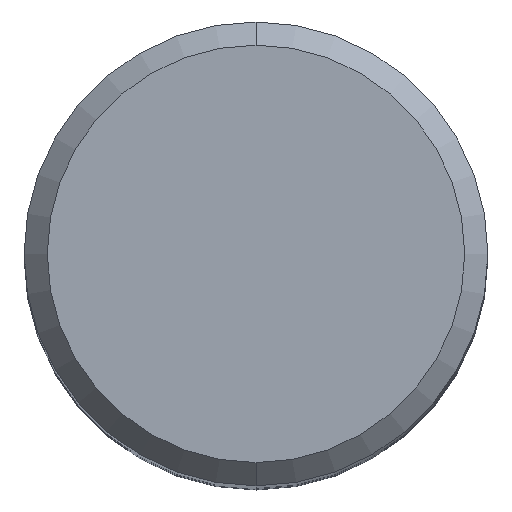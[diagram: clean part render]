
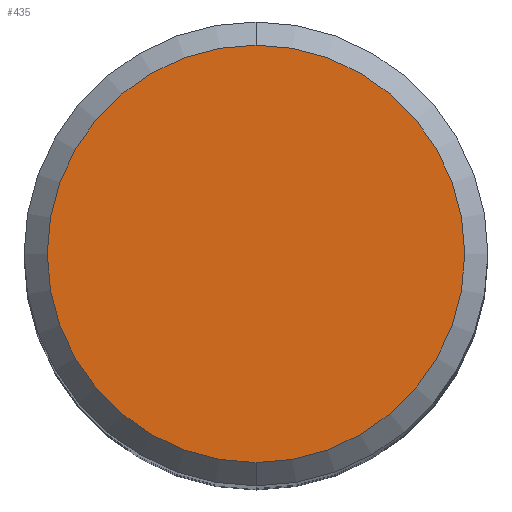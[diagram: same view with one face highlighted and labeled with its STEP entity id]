
A CAD part, top view. The second image highlights one B-rep face of the part: STEP entity #435.
In plain terms, the highlighted planar face has unit normal (0, 0, 1).
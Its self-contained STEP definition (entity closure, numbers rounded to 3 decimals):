
#273=VERTEX_POINT('',#640);
#343=EDGE_CURVE('',#437,#273,#721,.T.);
#409=EDGE_CURVE('',#273,#437,#791,.T.);
#435=ADVANCED_FACE('',(#821),#822,.T.);
#437=VERTEX_POINT('',#824);
#640=CARTESIAN_POINT('',(0.,-7.2,0.0));
#721=CIRCLE('',#1218,7.2);
#791=CIRCLE('',#1411,7.2);
#821=FACE_OUTER_BOUND('',#1470,.T.);
#822=PLANE('',#1471);
#824=CARTESIAN_POINT('',(0.0,7.2,0.0));
#1218=AXIS2_PLACEMENT_3D('',#1922,#1923,#1924);
#1411=AXIS2_PLACEMENT_3D('',#1981,#1982,#1983);
#1470=EDGE_LOOP('',(#2026,#2027));
#1471=AXIS2_PLACEMENT_3D('',#2028,#2029,#2030);
#1922=CARTESIAN_POINT('',(0.0,0.0,0.0));
#1923=DIRECTION('',(0.0,0.0,-1.0));
#1924=DIRECTION('',(0.0,1.0,0.0));
#1981=CARTESIAN_POINT('',(0.0,0.0,0.0));
#1982=DIRECTION('',(0.0,0.0,-1.0));
#1983=DIRECTION('',(0.0,1.0,0.0));
#2026=ORIENTED_EDGE('',*,*,#343,.F.);
#2027=ORIENTED_EDGE('',*,*,#409,.F.);
#2028=CARTESIAN_POINT('',(0.0,3.6,0.0));
#2029=DIRECTION('',(-0.0,0.0,1.0));
#2030=DIRECTION('',(0.0,-1.0,0.0));
